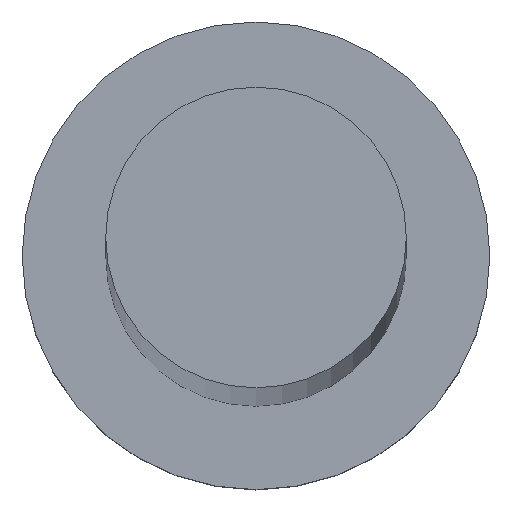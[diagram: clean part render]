
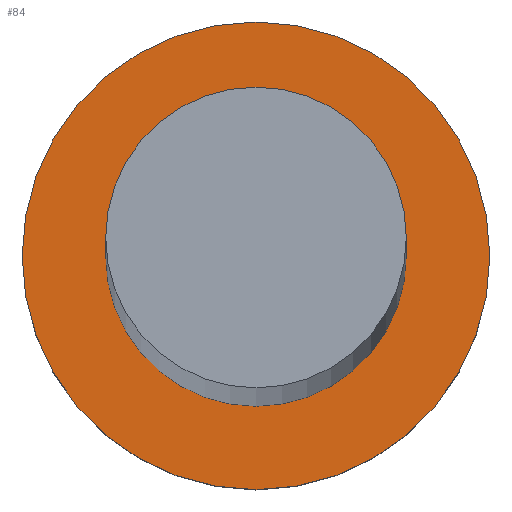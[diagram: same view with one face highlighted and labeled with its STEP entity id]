
A CAD part, top view. The second image highlights one B-rep face of the part: STEP entity #84.
In plain terms, the highlighted planar face has unit normal (0, 0, 1).
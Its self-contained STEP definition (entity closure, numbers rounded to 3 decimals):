
#2 = DIRECTION ( 'NONE',  ( 0., 0., 1. ) ) ;
#26 = DIRECTION ( 'NONE',  ( 1., 0., 0. ) ) ;
#35 = AXIS2_PLACEMENT_3D ( 'NONE', #201, #102, #183 ) ;
#36 = CIRCLE ( 'NONE', #90, 7. ) ;
#39 = EDGE_CURVE ( 'NONE', #78, #76, #191, .T. ) ;
#44 = DIRECTION ( 'NONE',  ( 1., 0., 0. ) ) ;
#45 = DIRECTION ( 'NONE',  ( 1., 0., 0. ) ) ;
#46 = DIRECTION ( 'NONE',  ( 0., 0., 1. ) ) ;
#59 = EDGE_LOOP ( 'NONE', ( #132, #254 ) ) ;
#61 = FACE_BOUND ( 'NONE', #59, .T. ) ;
#63 = FACE_OUTER_BOUND ( 'NONE', #111, .T. ) ;
#76 = VERTEX_POINT ( 'NONE', #219 ) ;
#78 = VERTEX_POINT ( 'NONE', #120 ) ;
#81 = CARTESIAN_POINT ( 'NONE',  ( 0., 0., 5. ) ) ;
#84 = ADVANCED_FACE ( 'NONE', ( #61, #63 ), #98, .T. ) ;
#90 = AXIS2_PLACEMENT_3D ( 'NONE', #221, #2, #45 ) ;
#98 = PLANE ( 'NONE',  #225 ) ;
#102 = DIRECTION ( 'NONE',  ( 0., 0., 1. ) ) ;
#105 = AXIS2_PLACEMENT_3D ( 'NONE', #180, #198, #161 ) ;
#111 = EDGE_LOOP ( 'NONE', ( #233, #121 ) ) ;
#112 = VERTEX_POINT ( 'NONE', #222 ) ;
#115 = EDGE_CURVE ( 'NONE', #76, #78, #36, .T. ) ;
#120 = CARTESIAN_POINT ( 'NONE',  ( 7., 0., 5. ) ) ;
#121 = ORIENTED_EDGE ( 'NONE', *, *, #39, .T. ) ;
#124 = EDGE_CURVE ( 'NONE', #112, #253, #151, .T. ) ;
#132 = ORIENTED_EDGE ( 'NONE', *, *, #124, .F. ) ;
#136 = CARTESIAN_POINT ( 'NONE',  ( 0., 0., 5. ) ) ;
#150 = CIRCLE ( 'NONE', #187, 4.5 ) ;
#151 = CIRCLE ( 'NONE', #35, 4.5 ) ;
#161 = DIRECTION ( 'NONE',  ( 1., 0., 0. ) ) ;
#162 = EDGE_CURVE ( 'NONE', #253, #112, #150, .T. ) ;
#180 = CARTESIAN_POINT ( 'NONE',  ( 0., 0., 5. ) ) ;
#183 = DIRECTION ( 'NONE',  ( 1., 0., 0. ) ) ;
#187 = AXIS2_PLACEMENT_3D ( 'NONE', #81, #220, #44 ) ;
#191 = CIRCLE ( 'NONE', #105, 7. ) ;
#198 = DIRECTION ( 'NONE',  ( 0., 0., 1. ) ) ;
#201 = CARTESIAN_POINT ( 'NONE',  ( 0., 0., 5. ) ) ;
#219 = CARTESIAN_POINT ( 'NONE',  ( -7., 0., 5. ) ) ;
#220 = DIRECTION ( 'NONE',  ( 0., 0., 1. ) ) ;
#221 = CARTESIAN_POINT ( 'NONE',  ( 0., 0., 5. ) ) ;
#222 = CARTESIAN_POINT ( 'NONE',  ( -4.5, 0., 5. ) ) ;
#225 = AXIS2_PLACEMENT_3D ( 'NONE', #136, #46, #26 ) ;
#229 = CARTESIAN_POINT ( 'NONE',  ( 4.5, 0., 5. ) ) ;
#233 = ORIENTED_EDGE ( 'NONE', *, *, #115, .T. ) ;
#253 = VERTEX_POINT ( 'NONE', #229 ) ;
#254 = ORIENTED_EDGE ( 'NONE', *, *, #162, .F. ) ;
